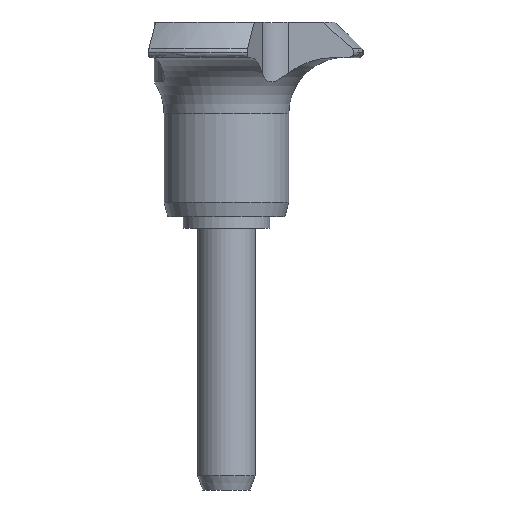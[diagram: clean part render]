
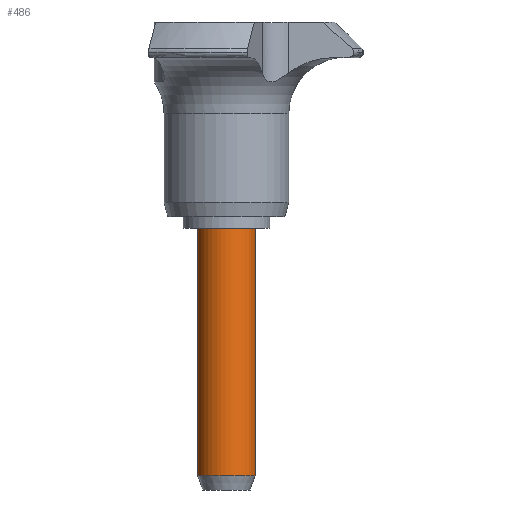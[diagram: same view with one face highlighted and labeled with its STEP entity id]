
A CAD part, front view. The second image highlights one B-rep face of the part: STEP entity #486.
In plain terms, the highlighted cylindrical face has radius 4 mm (diameter 8 mm), a partial arc.
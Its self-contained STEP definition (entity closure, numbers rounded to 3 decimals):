
#486=ADVANCED_FACE('',(#1123),#1124,.T.);
#698=EDGE_CURVE('',#720,#790,#1357,.T.);
#716=EDGE_CURVE('',#720,#744,#1376,.T.);
#720=VERTEX_POINT('',#1380);
#730=EDGE_CURVE('',#818,#744,#1391,.T.);
#744=VERTEX_POINT('',#1406);
#778=EDGE_CURVE('',#818,#790,#1445,.T.);
#790=VERTEX_POINT('',#1459);
#818=VERTEX_POINT('',#1488);
#1123=FACE_OUTER_BOUND('',#2049,.T.);
#1124=CYLINDRICAL_SURFACE('',#2050,4.);
#1357=CIRCLE('',#2497,4.);
#1376=LINE('',#2541,#2542);
#1380=CARTESIAN_POINT('',(4.,0.,-0.986));
#1391=CIRCLE('',#2579,4.);
#1406=CARTESIAN_POINT('',(4.,0.,-35.286));
#1445=LINE('',#2678,#2679);
#1459=CARTESIAN_POINT('',(-4.,0.,-0.986));
#1488=CARTESIAN_POINT('',(-4.,0.,-35.286));
#2049=EDGE_LOOP('',(#3247,#3248,#3249,#3250));
#2050=AXIS2_PLACEMENT_3D('',#3251,#3252,#3253);
#2497=AXIS2_PLACEMENT_3D('',#3530,#3531,#3532);
#2541=CARTESIAN_POINT('',(4.,0.,-18.136));
#2542=VECTOR('',#3553,1.0);
#2579=AXIS2_PLACEMENT_3D('',#3566,#3567,#3568);
#2678=CARTESIAN_POINT('',(-4.,0.,-18.136));
#2679=VECTOR('',#3635,1.0);
#3247=ORIENTED_EDGE('',*,*,#778,.F.);
#3248=ORIENTED_EDGE('',*,*,#730,.T.);
#3249=ORIENTED_EDGE('',*,*,#716,.F.);
#3250=ORIENTED_EDGE('',*,*,#698,.T.);
#3251=CARTESIAN_POINT('',(0.,0.,-18.136));
#3252=DIRECTION('',(-0.0,-0.0,-1.0));
#3253=DIRECTION('',(-1.0,0.,0.0));
#3530=CARTESIAN_POINT('',(0.,0.,-0.986));
#3531=DIRECTION('',(-0.0,0.0,-1.0));
#3532=DIRECTION('',(-1.0,0.,0.0));
#3553=DIRECTION('',(-0.0,-0.0,-1.0));
#3566=CARTESIAN_POINT('',(0.,0.,-35.286));
#3567=DIRECTION('',(0.0,0.0,1.0));
#3568=DIRECTION('',(-1.0,0.,0.0));
#3635=DIRECTION('',(0.0,0.0,1.0));
